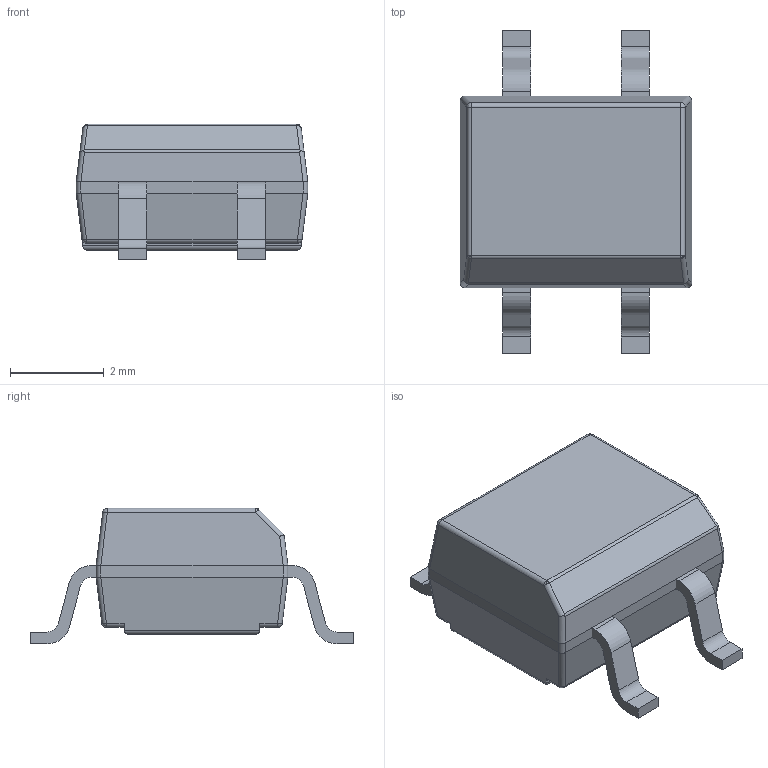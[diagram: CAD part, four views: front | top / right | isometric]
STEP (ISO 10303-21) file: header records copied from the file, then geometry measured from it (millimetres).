
FILE_DESCRIPTION(('STEP AP214'), '1');
FILE_NAME('TO-269AA', '2016-09-09T16:33:58', ('Nobody'), (''), '', '', '');
FILE_SCHEMA(('AUTOMOTIVE_DESIGN { 1 0 10303 214 3 1 1}'));
Length unit declared in the file: millimetre
Bounding box: 4.95 x 6.9 x 2.9 mm (x, y, z)
Volume: 51.7 mm3; surface area: 98.4 mm2
Topology: 5 solids, 5 shells, 114 faces, 296 edges, 186 vertices
Faces by surface type: plane 59, cylinder 45, bspline 8, sphere 2
Entity records: 4438 total; most frequent: CARTESIAN_POINT 784, ORIENTED_EDGE 540, DIRECTION 538, EDGE_CURVE 270, LINE 200, VECTOR 200, AXIS2_PLACEMENT_3D 169, VERTEX_POINT 166
